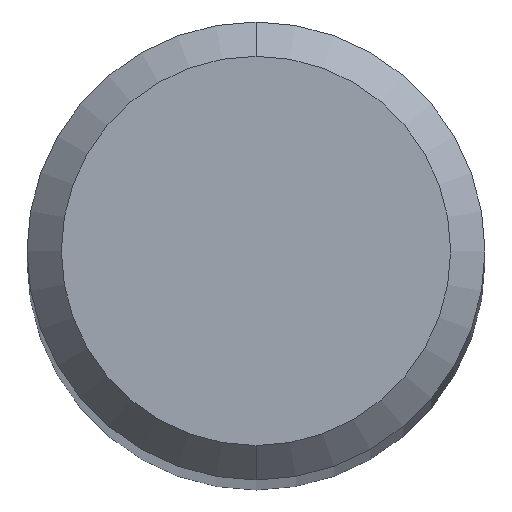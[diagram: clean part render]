
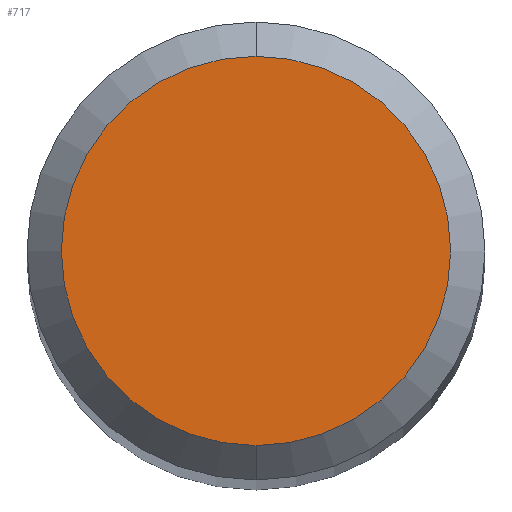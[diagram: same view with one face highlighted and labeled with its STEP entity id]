
A CAD part, top view. The second image highlights one B-rep face of the part: STEP entity #717.
In plain terms, the highlighted planar face has unit normal (0, 0, 1).
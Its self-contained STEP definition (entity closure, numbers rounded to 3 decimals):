
#717=ADVANCED_FACE('',(#1389),#1390,.T.);
#743=VERTEX_POINT('',#1419);
#869=EDGE_CURVE('',#953,#743,#1558,.T.);
#895=EDGE_CURVE('',#743,#953,#1586,.T.);
#953=VERTEX_POINT('',#1645);
#1389=FACE_OUTER_BOUND('',#5334,.T.);
#1390=PLANE('',#5335);
#1419=CARTESIAN_POINT('',(0.0,1.7,0.0));
#1558=CIRCLE('',#7509,1.7);
#1586=CIRCLE('',#7691,1.7);
#1645=CARTESIAN_POINT('',(0.,-1.7,0.0));
#5334=EDGE_LOOP('',(#8501,#8502));
#5335=AXIS2_PLACEMENT_3D('',#8503,#8504,#8505);
#7509=AXIS2_PLACEMENT_3D('',#8694,#8695,#8696);
#7691=AXIS2_PLACEMENT_3D('',#8717,#8718,#8719);
#8501=ORIENTED_EDGE('',*,*,#895,.F.);
#8502=ORIENTED_EDGE('',*,*,#869,.F.);
#8503=CARTESIAN_POINT('',(0.0,0.85,0.0));
#8504=DIRECTION('',(-0.0,0.0,1.0));
#8505=DIRECTION('',(0.0,-1.0,0.0));
#8694=CARTESIAN_POINT('',(0.0,0.0,0.0));
#8695=DIRECTION('',(0.0,0.0,-1.0));
#8696=DIRECTION('',(0.0,1.0,0.0));
#8717=CARTESIAN_POINT('',(0.0,0.0,0.0));
#8718=DIRECTION('',(0.0,0.0,-1.0));
#8719=DIRECTION('',(0.0,1.0,0.0));
